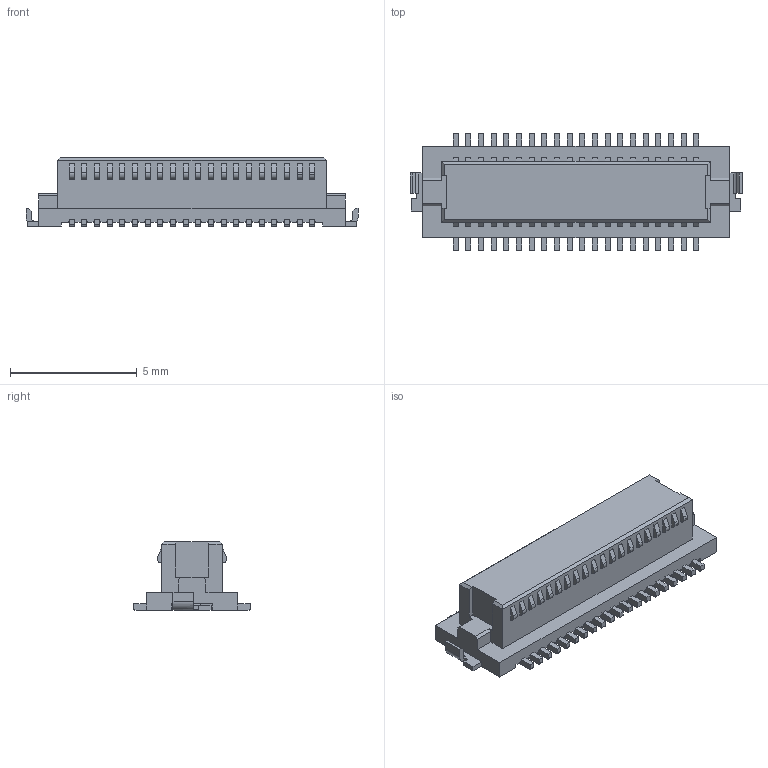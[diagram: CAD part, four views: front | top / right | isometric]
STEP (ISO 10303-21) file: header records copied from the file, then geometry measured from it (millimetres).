
FILE_DESCRIPTION(('Creo Elements/Direct Modeling STEP Export'),'2;1');
FILE_NAME('DF12NB-40DS-0.5V.stp','2020-09-24T18:27:10',(''),(''),'Creo Elements/Direct Modeling STEP processor for AP214 (Solid Model)','Creo Elements/Direct Modeling 19.0F 14-Feb-2017 (C) Parametric Technology GmbH','');
FILE_SCHEMA(('AUTOMOTIVE_DESIGN { 1 0 10303 214 1 1 1 1 }'));
Length unit declared in the file: millimetre
Products named in the file (2): DF12NB-40DS-0_5V.prt; DF12NB-40DS-0_5V.stp
Assembly tree (1 placements, depth 2):
  DF12NB-40DS-0_5V.stp
    DF12NB-40DS-0_5V.prt
Bounding box: 13.1 x 4.6 x 2.7 mm (x, y, z)
Volume: 78.1 mm3; surface area: 213.8 mm2
Topology: 1 solids, 1 shells, 1150 faces, 3257 edges, 2151 vertices
Faces by surface type: plane 1018, cylinder 132
Entity records: 45148 total; most frequent: CARTESIAN_POINT 6917, ORIENTED_EDGE 6514, DIRECTION 5753, EDGE_CURVE 3257, VECTOR 2907, LINE 2907, VERTEX_POINT 2151, AXIS2_PLACEMENT_3D 1423
